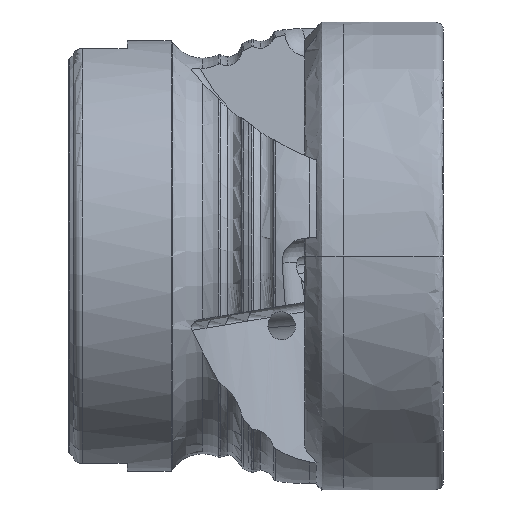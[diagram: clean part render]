
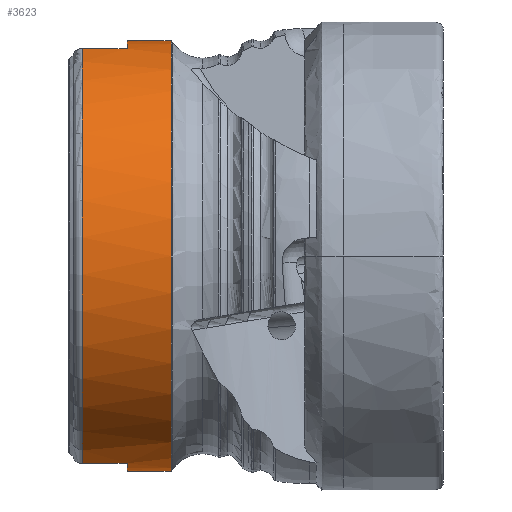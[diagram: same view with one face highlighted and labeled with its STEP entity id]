
A CAD part, front view. The second image highlights one B-rep face of the part: STEP entity #3623.
In plain terms, the highlighted cylindrical face has radius 23 mm (diameter 46 mm), a partial arc.
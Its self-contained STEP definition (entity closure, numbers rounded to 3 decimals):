
#542 = DIRECTION ( 'NONE',  ( 1., 0., 0. ) ) ;
#566 = CARTESIAN_POINT ( 'NONE',  ( -37.75, 0., 0. ) ) ;
#585 = VERTEX_POINT ( 'NONE', #1166 ) ;
#595 = DIRECTION ( 'NONE',  ( 0., 0., -1. ) ) ;
#965 = ORIENTED_EDGE ( 'NONE', *, *, #3715, .F. ) ;
#984 = CARTESIAN_POINT ( 'NONE',  ( -32.95, 0., 0. ) ) ;
#1166 = CARTESIAN_POINT ( 'NONE',  ( -32.95, -6.149, 22.163 ) ) ;
#1193 = CARTESIAN_POINT ( 'NONE',  ( -32.95, 0., -23. ) ) ;
#1227 = EDGE_CURVE ( 'NONE', #14193, #7527, #14008, .T. ) ;
#1303 = AXIS2_PLACEMENT_3D ( 'NONE', #5218, #6697, #8702 ) ;
#1321 = DIRECTION ( 'NONE',  ( 0., 0., -1. ) ) ;
#1332 = LINE ( 'NONE', #8144, #8113 ) ;
#1612 = AXIS2_PLACEMENT_3D ( 'NONE', #566, #5204, #6366 ) ;
#2218 = EDGE_CURVE ( 'NONE', #13421, #3099, #1332, .T. ) ;
#2252 = VECTOR ( 'NONE', #9093, 1000. ) ;
#2291 = CARTESIAN_POINT ( 'NONE',  ( -32.95, 0., 0. ) ) ;
#2502 = AXIS2_PLACEMENT_3D ( 'NONE', #984, #11522, #12645 ) ;
#2751 = CIRCLE ( 'NONE', #2502, 23. ) ;
#2793 = CIRCLE ( 'NONE', #9745, 23. ) ;
#3099 = VERTEX_POINT ( 'NONE', #12379 ) ;
#3373 = CARTESIAN_POINT ( 'NONE',  ( -37.75, -6.149, -22.163 ) ) ;
#3407 = DIRECTION ( 'NONE',  ( -1., 0., 0. ) ) ;
#3547 = ORIENTED_EDGE ( 'NONE', *, *, #1227, .F. ) ;
#3623 = ADVANCED_FACE ( 'NONE', ( #13062 ), #6425, .T. ) ;
#3715 = EDGE_CURVE ( 'NONE', #4640, #3099, #2751, .T. ) ;
#3804 = VECTOR ( 'NONE', #5724, 1000. ) ;
#4197 = CARTESIAN_POINT ( 'NONE',  ( -32.95, 0., 23. ) ) ;
#4536 = DIRECTION ( 'NONE',  ( 1., 0., 0. ) ) ;
#4640 = VERTEX_POINT ( 'NONE', #1193 ) ;
#4747 = CARTESIAN_POINT ( 'NONE',  ( 0., -6.149, 22.163 ) ) ;
#5146 = ORIENTED_EDGE ( 'NONE', *, *, #9895, .F. ) ;
#5204 = DIRECTION ( 'NONE',  ( 1., 0., 0. ) ) ;
#5218 = CARTESIAN_POINT ( 'NONE',  ( -28.25, 0., 0. ) ) ;
#5724 = DIRECTION ( 'NONE',  ( 1., 0., 0. ) ) ;
#6366 = DIRECTION ( 'NONE',  ( 0., 0., -1. ) ) ;
#6425 = CYLINDRICAL_SURFACE ( 'NONE', #11160, 23. ) ;
#6535 = VERTEX_POINT ( 'NONE', #13414 ) ;
#6560 = LINE ( 'NONE', #11688, #3804 ) ;
#6697 = DIRECTION ( 'NONE',  ( 1., 0., 0. ) ) ;
#7527 = VERTEX_POINT ( 'NONE', #12234 ) ;
#7562 = CIRCLE ( 'NONE', #1303, 23. ) ;
#8113 = VECTOR ( 'NONE', #4536, 1000. ) ;
#8144 = CARTESIAN_POINT ( 'NONE',  ( 0., -6.149, -22.163 ) ) ;
#8149 = EDGE_LOOP ( 'NONE', ( #3547, #9763, #12255, #13285, #11856, #965, #11997, #5146 ) ) ;
#8302 = VERTEX_POINT ( 'NONE', #13243 ) ;
#8437 = VECTOR ( 'NONE', #3407, 1000. ) ;
#8647 = CIRCLE ( 'NONE', #1612, 23. ) ;
#8702 = DIRECTION ( 'NONE',  ( 0., 0., -1. ) ) ;
#9093 = DIRECTION ( 'NONE',  ( 1., 0., 0. ) ) ;
#9591 = EDGE_CURVE ( 'NONE', #585, #14193, #2793, .T. ) ;
#9745 = AXIS2_PLACEMENT_3D ( 'NONE', #2291, #11493, #1321 ) ;
#9763 = ORIENTED_EDGE ( 'NONE', *, *, #9591, .F. ) ;
#9895 = EDGE_CURVE ( 'NONE', #7527, #6535, #7562, .T. ) ;
#11160 = AXIS2_PLACEMENT_3D ( 'NONE', #14633, #542, #595 ) ;
#11338 = EDGE_CURVE ( 'NONE', #8302, #13421, #8647, .T. ) ;
#11493 = DIRECTION ( 'NONE',  ( -1., 0., 0. ) ) ;
#11522 = DIRECTION ( 'NONE',  ( -1., 0., 0. ) ) ;
#11688 = CARTESIAN_POINT ( 'NONE',  ( 0., 0., -23. ) ) ;
#11856 = ORIENTED_EDGE ( 'NONE', *, *, #2218, .T. ) ;
#11997 = ORIENTED_EDGE ( 'NONE', *, *, #14971, .T. ) ;
#12234 = CARTESIAN_POINT ( 'NONE',  ( -28.25, 0., 23. ) ) ;
#12255 = ORIENTED_EDGE ( 'NONE', *, *, #12502, .T. ) ;
#12379 = CARTESIAN_POINT ( 'NONE',  ( -32.95, -6.149, -22.163 ) ) ;
#12502 = EDGE_CURVE ( 'NONE', #585, #8302, #13588, .T. ) ;
#12645 = DIRECTION ( 'NONE',  ( 0., 0., -1. ) ) ;
#13062 = FACE_OUTER_BOUND ( 'NONE', #8149, .T. ) ;
#13243 = CARTESIAN_POINT ( 'NONE',  ( -37.75, -6.149, 22.163 ) ) ;
#13285 = ORIENTED_EDGE ( 'NONE', *, *, #11338, .T. ) ;
#13414 = CARTESIAN_POINT ( 'NONE',  ( -28.25, 0., -23. ) ) ;
#13421 = VERTEX_POINT ( 'NONE', #3373 ) ;
#13588 = LINE ( 'NONE', #4747, #8437 ) ;
#14008 = LINE ( 'NONE', #15183, #2252 ) ;
#14193 = VERTEX_POINT ( 'NONE', #4197 ) ;
#14633 = CARTESIAN_POINT ( 'NONE',  ( 0., 0., 0. ) ) ;
#14971 = EDGE_CURVE ( 'NONE', #4640, #6535, #6560, .T. ) ;
#15183 = CARTESIAN_POINT ( 'NONE',  ( 0., 0., 23. ) ) ;
